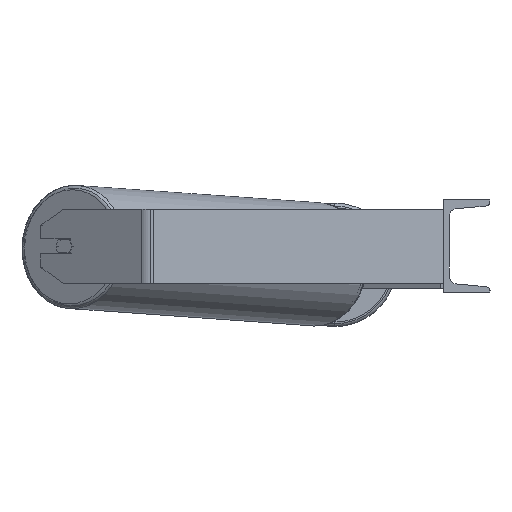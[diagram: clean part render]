
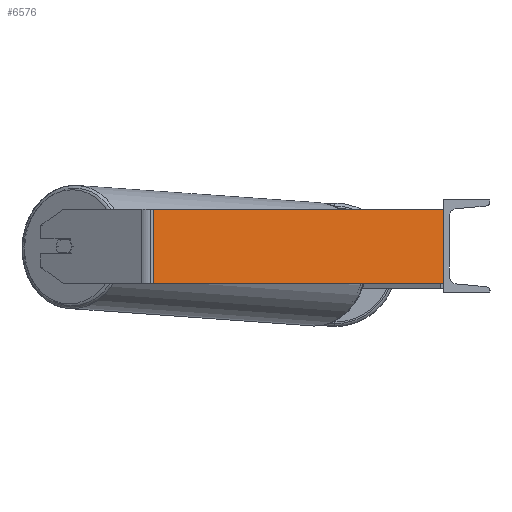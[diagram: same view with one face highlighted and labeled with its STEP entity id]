
A CAD part, left-side view. The second image highlights one B-rep face of the part: STEP entity #6576.
In plain terms, the highlighted planar face has unit normal (-0.985, -0.174, 0).
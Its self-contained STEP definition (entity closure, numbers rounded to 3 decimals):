
#4 = ORIENTED_EDGE ( 'NONE', *, *, #5138, .F. ) ;
#237 = VECTOR ( 'NONE', #3345, 1000. ) ;
#318 = CARTESIAN_POINT ( 'NONE',  ( -685., 0., 40. ) ) ;
#536 = CARTESIAN_POINT ( 'NONE',  ( -685., 0., -40. ) ) ;
#559 = VERTEX_POINT ( 'NONE', #2197 ) ;
#684 = EDGE_LOOP ( 'NONE', ( #8645, #6172, #4, #3744 ) ) ;
#843 = AXIS2_PLACEMENT_3D ( 'NONE', #6744, #1087, #2799 ) ;
#869 = CARTESIAN_POINT ( 'NONE',  ( -741.281, 319.185, -40. ) ) ;
#1087 = DIRECTION ( 'NONE',  ( 0.985, 0.174, 0. ) ) ;
#1232 = DIRECTION ( 'NONE',  ( 0.174, -0.985, 0. ) ) ;
#2197 = CARTESIAN_POINT ( 'NONE',  ( -740.13, 312.658, -40. ) ) ;
#2209 = LINE ( 'NONE', #869, #7577 ) ;
#2570 = EDGE_CURVE ( 'NONE', #3460, #4682, #8203, .T. ) ;
#2673 = LINE ( 'NONE', #3423, #237 ) ;
#2799 = DIRECTION ( 'NONE',  ( -0.174, 0.985, 0. ) ) ;
#3345 = DIRECTION ( 'NONE',  ( 0., 0., -1. ) ) ;
#3423 = CARTESIAN_POINT ( 'NONE',  ( -740.13, 312.658, 40. ) ) ;
#3460 = VERTEX_POINT ( 'NONE', #318 ) ;
#3698 = DIRECTION ( 'NONE',  ( 0.174, -0.985, 0. ) ) ;
#3744 = ORIENTED_EDGE ( 'NONE', *, *, #6257, .T. ) ;
#3766 = VERTEX_POINT ( 'NONE', #5070 ) ;
#4221 = EDGE_CURVE ( 'NONE', #559, #4682, #2209, .T. ) ;
#4682 = VERTEX_POINT ( 'NONE', #536 ) ;
#4722 = CARTESIAN_POINT ( 'NONE',  ( -685., 0., 40. ) ) ;
#4856 = LINE ( 'NONE', #7570, #8649 ) ;
#5070 = CARTESIAN_POINT ( 'NONE',  ( -740.13, 312.658, 40. ) ) ;
#5138 = EDGE_CURVE ( 'NONE', #3766, #3460, #4856, .T. ) ;
#5315 = FACE_OUTER_BOUND ( 'NONE', #684, .T. ) ;
#5467 = DIRECTION ( 'NONE',  ( 0., 0., -1. ) ) ;
#6032 = VECTOR ( 'NONE', #5467, 1000. ) ;
#6172 = ORIENTED_EDGE ( 'NONE', *, *, #2570, .F. ) ;
#6257 = EDGE_CURVE ( 'NONE', #3766, #559, #2673, .T. ) ;
#6576 = ADVANCED_FACE ( 'NONE', ( #5315 ), #9010, .F. ) ;
#6744 = CARTESIAN_POINT ( 'NONE',  ( -741.281, 319.185, 40. ) ) ;
#7570 = CARTESIAN_POINT ( 'NONE',  ( -741.281, 319.185, 40. ) ) ;
#7577 = VECTOR ( 'NONE', #3698, 1000. ) ;
#8203 = LINE ( 'NONE', #4722, #6032 ) ;
#8645 = ORIENTED_EDGE ( 'NONE', *, *, #4221, .T. ) ;
#8649 = VECTOR ( 'NONE', #1232, 1000. ) ;
#9010 = PLANE ( 'NONE',  #843 ) ;
